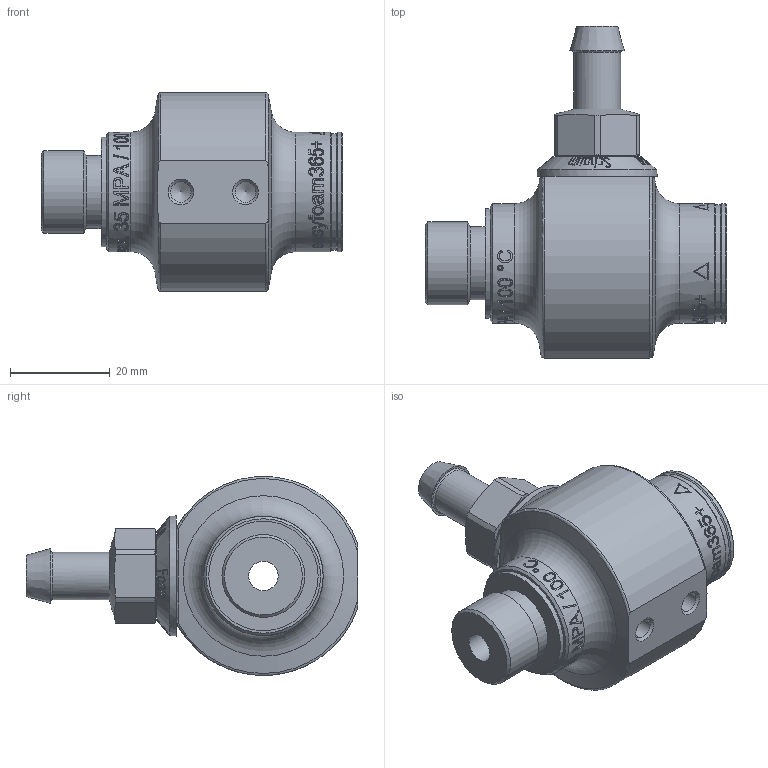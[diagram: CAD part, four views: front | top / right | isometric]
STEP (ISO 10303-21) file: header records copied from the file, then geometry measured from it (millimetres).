
FILE_DESCRIPTION(/* description */ ('Unknown'),/* implementation_level */ '2;1');
FILE_NAME(/* name */ '200160510 Injektor ST-160 G3-8 IG',/* time_stamp */ '2022-02-22T11:31:39+01:00',/* author */ ('Unknown'),/* organization */ ('Unknown'),/* preprocessor_version */ 'ST-DEVELOPER v18.1',/* originating_system */ 'Solid Edge',/* authorisation */ 'Unknown');
FILE_SCHEMA (('CONFIG_CONTROL_DESIGN'));
Length unit declared in the file: millimetre
Products named in the file (1): 200160510 Injektor ST-160 G3-8 IG
Bounding box: 60.5 x 66.7 x 39.97 mm (x, y, z)
Volume: 42768.9 mm3; surface area: 11270.3 mm2
Topology: 1 solids, 1 shells, 505 faces, 1260 edges, 833 vertices
Faces by surface type: plane 219, cylinder 124, bspline 103, cone 52, torus 7
Full cylindrical faces by diameter (mm): 0.658 x1, 1.095 x1, 4.134 x2, 4.5 x1, 5.917 x1, 6.2 x1, 9.5 x1, 14.7 x1, 15.33 x1, 16.6 x1, 16.66 x1, 22 x1, 23.5 x1, 24 x3
Entity records: 30709 total; most frequent: CARTESIAN_POINT 16684, ORIENTED_EDGE 2376, DIRECTION 1647, EDGE_CURVE 1188, VERTEX_POINT 815, AXIS2_PLACEMENT_3D 686, FACE_BOUND 637, EDGE_LOOP 635
